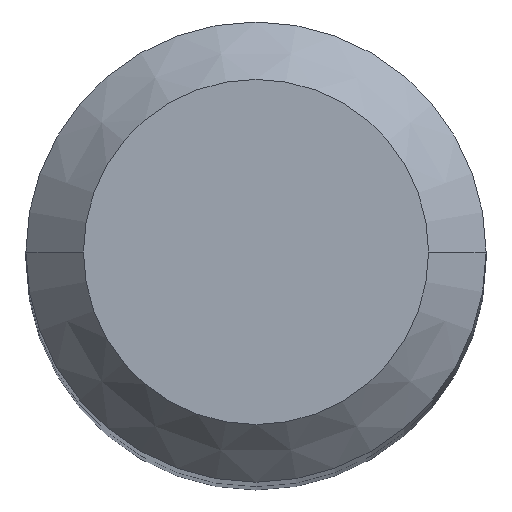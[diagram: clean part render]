
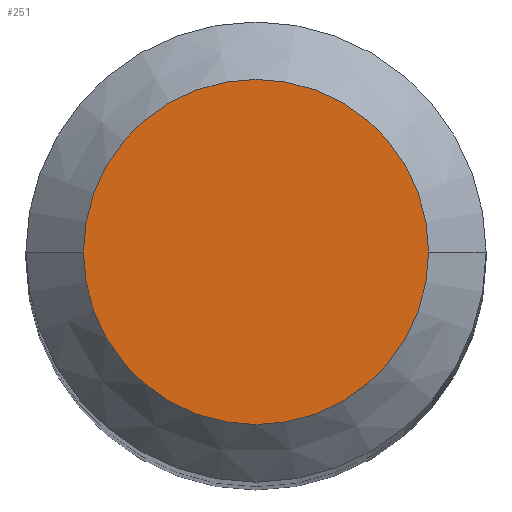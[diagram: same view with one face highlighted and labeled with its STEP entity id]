
A CAD part, top view. The second image highlights one B-rep face of the part: STEP entity #251.
In plain terms, the highlighted planar face has unit normal (0, 0, 1).
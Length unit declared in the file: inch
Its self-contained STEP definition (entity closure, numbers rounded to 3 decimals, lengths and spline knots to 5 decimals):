
#5 = CARTESIAN_POINT ( 'NONE',  ( 0., 0., 0. ) ) ;
#9 = DIRECTION ( 'NONE',  ( -1., 0., 0. ) ) ;
#34 = VERTEX_POINT ( 'NONE', #35 ) ;
#35 = CARTESIAN_POINT ( 'NONE',  ( -0.09375, 0., 0. ) ) ;
#40 = CARTESIAN_POINT ( 'NONE',  ( 0., 0., 0. ) ) ;
#63 = DIRECTION ( 'NONE',  ( 1., 0., 0. ) ) ;
#82 = ORIENTED_EDGE ( 'NONE', *, *, #192, .T. ) ;
#152 = DIRECTION ( 'NONE',  ( 1., 0., 0. ) ) ;
#153 = AXIS2_PLACEMENT_3D ( 'NONE', #40, #280, #9 ) ;
#155 = AXIS2_PLACEMENT_3D ( 'NONE', #313, #335, #152 ) ;
#162 = PLANE ( 'NONE',  #153 ) ;
#164 = FACE_OUTER_BOUND ( 'NONE', #231, .T. ) ;
#192 = EDGE_CURVE ( 'NONE', #353, #34, #319, .T. ) ;
#205 = AXIS2_PLACEMENT_3D ( 'NONE', #5, #209, #63 ) ;
#209 = DIRECTION ( 'NONE',  ( 0., 0., 1. ) ) ;
#216 = EDGE_CURVE ( 'NONE', #34, #353, #379, .T. ) ;
#218 = CARTESIAN_POINT ( 'NONE',  ( 0.09375, 0., 0. ) ) ;
#231 = EDGE_LOOP ( 'NONE', ( #269, #82 ) ) ;
#251 = ADVANCED_FACE ( 'NONE', ( #164 ), #162, .F. ) ;
#269 = ORIENTED_EDGE ( 'NONE', *, *, #216, .T. ) ;
#280 = DIRECTION ( 'NONE',  ( 0., 0., -1. ) ) ;
#313 = CARTESIAN_POINT ( 'NONE',  ( 0., 0., 0. ) ) ;
#319 = CIRCLE ( 'NONE', #155, 0.09375 ) ;
#335 = DIRECTION ( 'NONE',  ( 0., 0., 1. ) ) ;
#353 = VERTEX_POINT ( 'NONE', #218 ) ;
#379 = CIRCLE ( 'NONE', #205, 0.09375 ) ;
